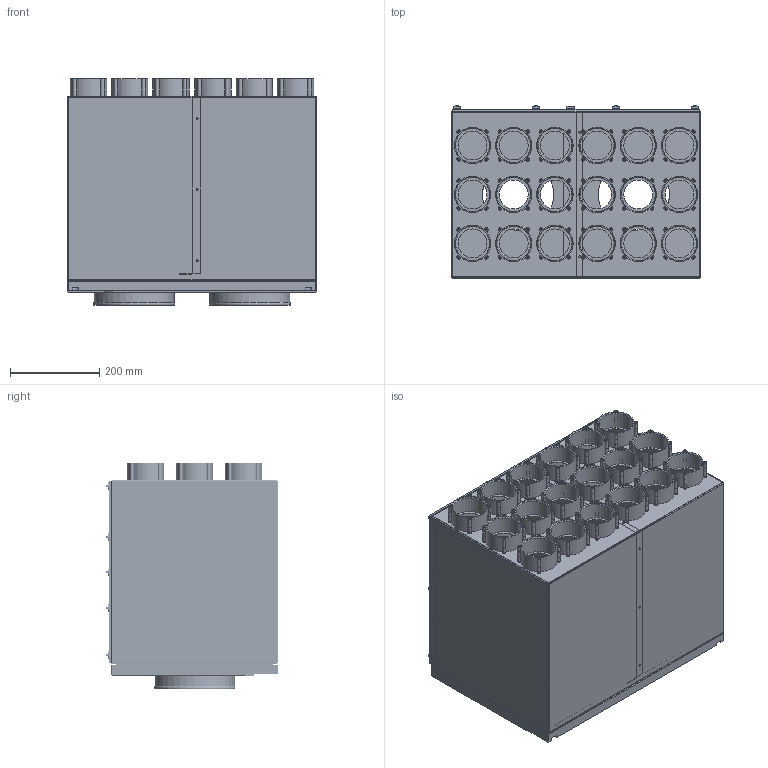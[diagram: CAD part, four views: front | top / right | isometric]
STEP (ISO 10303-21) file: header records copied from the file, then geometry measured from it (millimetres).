
FILE_DESCRIPTION(('CATIA V5 STEP Exchange'),'2;1');
FILE_NAME('VTB-160 18x75.stp','2021-02-24T09:39:04+00:00',('N.N.'),('Hovalwerke AG FL-9490 Vaduz'),'CATIA Version 5-6 Release 2016 SP3 HF4','CATIA V5 STEP AP203','none');
FILE_SCHEMA(('CONFIG_CONTROL_DESIGN'));
Products named in the file (1): 6051904_Verteilbox VTB-160 18x75_13135704_C83_000_00_AllCATPart
Bounding box: 560 x 385.95 x 510 mm (x, y, z)
Volume: 9778540.3 mm3; surface area: 3110280.6 mm2
Topology: 1 solids, 1 shells, 3335 faces, 7919 edges, 4979 vertices
Faces by surface type: cylinder 1732, plane 887, bspline 504, cone 88, revolution 48, sphere 48, torus 28
Entity records: 128379 total; most frequent: CARTESIAN_POINT 60783, ORIENTED_EDGE 15750, DIRECTION 9685, EDGE_CURVE 7875, AXIS2_PLACEMENT_3D 5445, VERTEX_POINT 4983, EDGE_LOOP 3916, CIRCLE 3666
